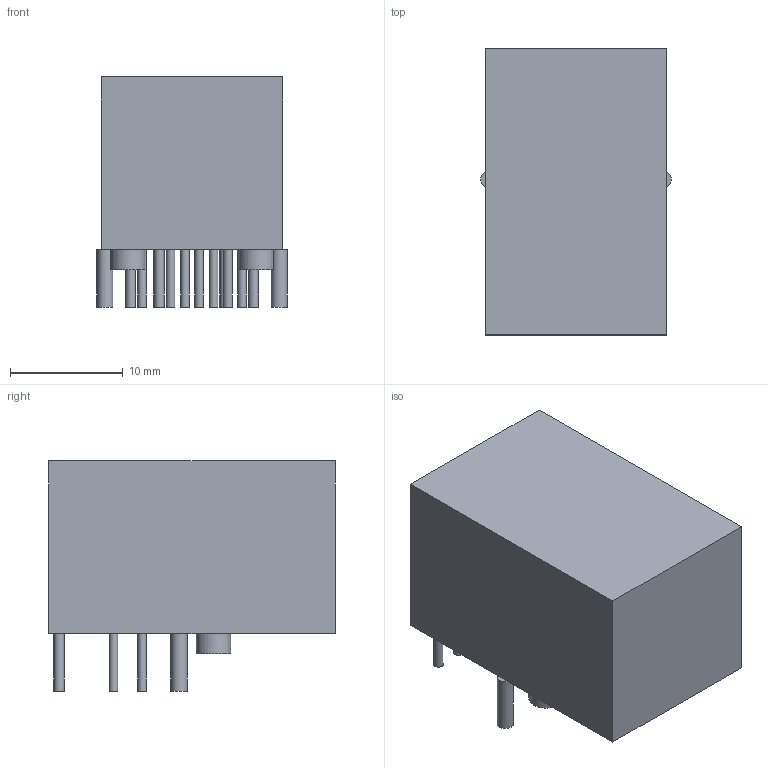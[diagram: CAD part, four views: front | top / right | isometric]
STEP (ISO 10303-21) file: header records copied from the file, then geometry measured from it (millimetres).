
FILE_DESCRIPTION(('FreeCAD Model'),'2;1');
FILE_NAME('552921.1.1.stp','2020-04-09T00:03:41',( 'Author'),(''),'Open CASCADE STEP processor 6.9','FreeCAD','Unknown' );
FILE_SCHEMA(('AUTOMOTIVE_DESIGN { 1 0 10303 214 1 1 1 1 }'));
Length unit declared in the file: millimetre
Products named in the file (4): ASSEMBLY; Body; Lugs; Leads
Assembly tree (31 placements, depth 2):
  ASSEMBLY
    Body
    Lugs  x15
    Leads  x15
Bounding box: 16.94 x 25.4 x 20.44 mm (x, y, z)
Volume: 7376 mm3; surface area: 6180.1 mm2
Topology: 226 solids, 226 shells, 681 faces, 687 edges, 458 vertices
Faces by surface type: plane 456, cylinder 225
Full cylindrical faces by diameter (mm): 0.77 x105, 0.9 x60, 1.45 x30, 3.05 x30
Entity records: 2129 total; most frequent: DIRECTION 367, CARTESIAN_POINT 292, ORIENTED_EDGE 114, PCURVE 114, DEFINITIONAL_REPRESENTATION 114, AXIS2_PLACEMENT_3D 113, LINE 111, VECTOR 111
